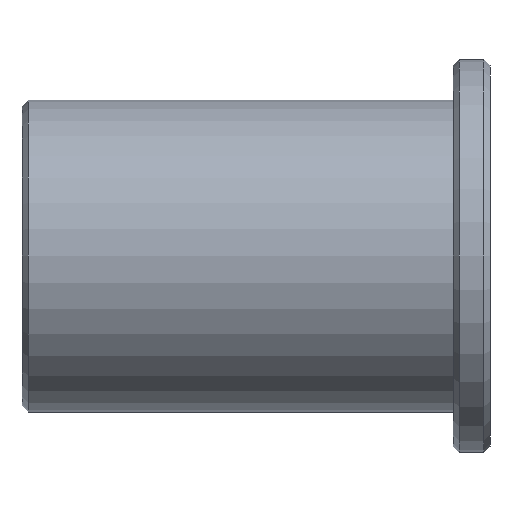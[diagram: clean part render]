
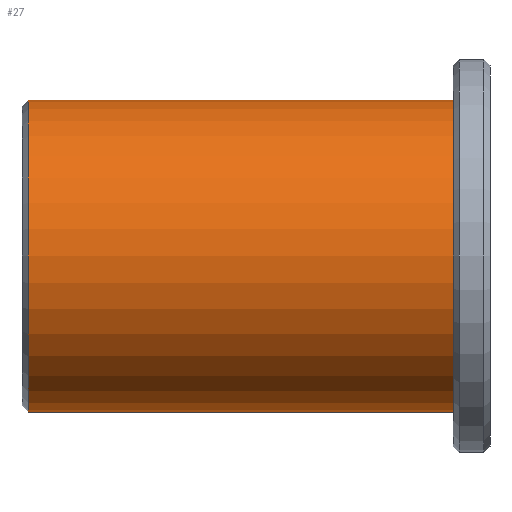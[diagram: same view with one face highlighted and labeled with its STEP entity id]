
A CAD part, left-side view. The second image highlights one B-rep face of the part: STEP entity #27.
In plain terms, the highlighted cylindrical face has radius 12.7 mm (diameter 25.4 mm), a partial arc.
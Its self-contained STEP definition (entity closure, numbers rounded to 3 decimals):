
#27 = ADVANCED_FACE ( 'NONE', ( #502 ), #57, .T. ) ;
#42 = AXIS2_PLACEMENT_3D ( 'NONE', #297, #97, #279 ) ;
#44 = CARTESIAN_POINT ( 'NONE',  ( 0., 0., 12.7 ) ) ;
#57 = CYLINDRICAL_SURFACE ( 'NONE', #42, 12.7 ) ;
#97 = DIRECTION ( 'NONE',  ( 0., -1., 0. ) ) ;
#102 = ORIENTED_EDGE ( 'NONE', *, *, #427, .T. ) ;
#124 = VERTEX_POINT ( 'NONE', #467 ) ;
#150 = VERTEX_POINT ( 'NONE', #375 ) ;
#154 = CARTESIAN_POINT ( 'NONE',  ( 0., 3., 0. ) ) ;
#192 = LINE ( 'NONE', #44, #452 ) ;
#195 = EDGE_CURVE ( 'NONE', #150, #124, #192, .T. ) ;
#206 = DIRECTION ( 'NONE',  ( 0., 0., -1. ) ) ;
#236 = VERTEX_POINT ( 'NONE', #237 ) ;
#237 = CARTESIAN_POINT ( 'NONE',  ( 0., 37.6, -12.7 ) ) ;
#243 = CIRCLE ( 'NONE', #295, 12.7 ) ;
#258 = CARTESIAN_POINT ( 'NONE',  ( 0., 37.6, 0. ) ) ;
#271 = ORIENTED_EDGE ( 'NONE', *, *, #323, .T. ) ;
#277 = VERTEX_POINT ( 'NONE', #562 ) ;
#279 = DIRECTION ( 'NONE',  ( 0., 0., -1. ) ) ;
#290 = VECTOR ( 'NONE', #429, 1000. ) ;
#294 = CARTESIAN_POINT ( 'NONE',  ( 0., 0., -12.7 ) ) ;
#295 = AXIS2_PLACEMENT_3D ( 'NONE', #154, #475, #206 ) ;
#297 = CARTESIAN_POINT ( 'NONE',  ( 0., 0., 0. ) ) ;
#307 = DIRECTION ( 'NONE',  ( 0., 0., 1. ) ) ;
#323 = EDGE_CURVE ( 'NONE', #236, #277, #528, .T. ) ;
#372 = EDGE_CURVE ( 'NONE', #124, #277, #243, .T. ) ;
#375 = CARTESIAN_POINT ( 'NONE',  ( 0., 37.6, 12.7 ) ) ;
#399 = ORIENTED_EDGE ( 'NONE', *, *, #195, .F. ) ;
#415 = DIRECTION ( 'NONE',  ( 0., -1., 0. ) ) ;
#417 = AXIS2_PLACEMENT_3D ( 'NONE', #258, #572, #307 ) ;
#427 = EDGE_CURVE ( 'NONE', #150, #236, #545, .T. ) ;
#429 = DIRECTION ( 'NONE',  ( 0., -1., 0. ) ) ;
#452 = VECTOR ( 'NONE', #415, 1000. ) ;
#457 = EDGE_LOOP ( 'NONE', ( #399, #102, #271, #520 ) ) ;
#467 = CARTESIAN_POINT ( 'NONE',  ( 0., 3., 12.7 ) ) ;
#475 = DIRECTION ( 'NONE',  ( 0., -1., 0. ) ) ;
#502 = FACE_OUTER_BOUND ( 'NONE', #457, .T. ) ;
#520 = ORIENTED_EDGE ( 'NONE', *, *, #372, .F. ) ;
#528 = LINE ( 'NONE', #294, #290 ) ;
#545 = CIRCLE ( 'NONE', #417, 12.7 ) ;
#562 = CARTESIAN_POINT ( 'NONE',  ( 0., 3., -12.7 ) ) ;
#572 = DIRECTION ( 'NONE',  ( 0., -1., 0. ) ) ;
